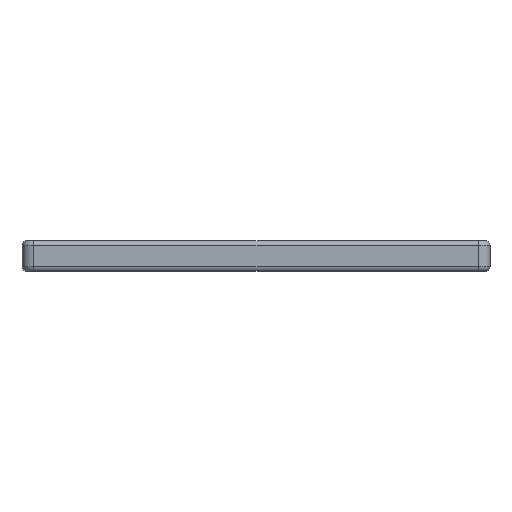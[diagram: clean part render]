
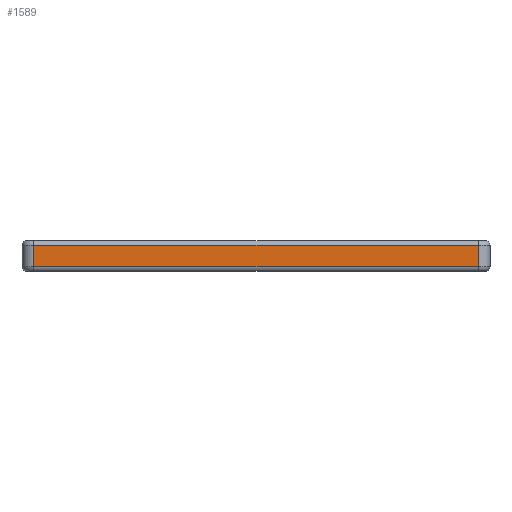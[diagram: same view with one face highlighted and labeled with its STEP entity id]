
A CAD part, front view. The second image highlights one B-rep face of the part: STEP entity #1589.
In plain terms, the highlighted planar face has unit normal (0, -1, 0).
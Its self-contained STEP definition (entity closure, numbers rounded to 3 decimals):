
#118 = AXIS2_PLACEMENT_3D ( 'NONE', #1741, #4043, #3664 ) ;
#560 = FACE_OUTER_BOUND ( 'NONE', #1085, .T. ) ;
#627 = CARTESIAN_POINT ( 'NONE',  ( -95., -100., -13. ) ) ;
#709 = EDGE_CURVE ( 'NONE', #3378, #1156, #3849, .T. ) ;
#942 = DIRECTION ( 'NONE',  ( -1., 0., 0. ) ) ;
#974 = CARTESIAN_POINT ( 'NONE',  ( -95., -100., -2. ) ) ;
#1020 = VECTOR ( 'NONE', #2306, 1000. ) ;
#1085 = EDGE_LOOP ( 'NONE', ( #2422, #1783, #2228, #2787 ) ) ;
#1095 = EDGE_CURVE ( 'NONE', #4159, #2009, #1336, .T. ) ;
#1156 = VERTEX_POINT ( 'NONE', #3901 ) ;
#1221 = VECTOR ( 'NONE', #942, 1000. ) ;
#1336 = LINE ( 'NONE', #627, #1020 ) ;
#1369 = VECTOR ( 'NONE', #2543, 1000. ) ;
#1589 = ADVANCED_FACE ( 'NONE', ( #560 ), #4179, .T. ) ;
#1741 = CARTESIAN_POINT ( 'NONE',  ( -95., -100., -13. ) ) ;
#1744 = CARTESIAN_POINT ( 'NONE',  ( -95., -100., -11. ) ) ;
#1783 = ORIENTED_EDGE ( 'NONE', *, *, #2534, .T. ) ;
#2001 = VECTOR ( 'NONE', #5213, 1000. ) ;
#2009 = VERTEX_POINT ( 'NONE', #3250 ) ;
#2064 = CARTESIAN_POINT ( 'NONE',  ( -95., -100., -11. ) ) ;
#2228 = ORIENTED_EDGE ( 'NONE', *, *, #709, .T. ) ;
#2306 = DIRECTION ( 'NONE',  ( 0., 0., 1. ) ) ;
#2422 = ORIENTED_EDGE ( 'NONE', *, *, #1095, .F. ) ;
#2534 = EDGE_CURVE ( 'NONE', #4159, #3378, #3561, .T. ) ;
#2543 = DIRECTION ( 'NONE',  ( 1., 0., 0. ) ) ;
#2787 = ORIENTED_EDGE ( 'NONE', *, *, #4674, .T. ) ;
#3250 = CARTESIAN_POINT ( 'NONE',  ( -95., -100., -2. ) ) ;
#3269 = CARTESIAN_POINT ( 'NONE',  ( 95., -100., -11. ) ) ;
#3378 = VERTEX_POINT ( 'NONE', #3269 ) ;
#3401 = LINE ( 'NONE', #974, #1221 ) ;
#3561 = LINE ( 'NONE', #2064, #1369 ) ;
#3664 = DIRECTION ( 'NONE',  ( 1., 0., 0. ) ) ;
#3849 = LINE ( 'NONE', #4722, #2001 ) ;
#3901 = CARTESIAN_POINT ( 'NONE',  ( 95., -100., -2. ) ) ;
#4043 = DIRECTION ( 'NONE',  ( 0., -1., 0. ) ) ;
#4159 = VERTEX_POINT ( 'NONE', #1744 ) ;
#4179 = PLANE ( 'NONE',  #118 ) ;
#4674 = EDGE_CURVE ( 'NONE', #1156, #2009, #3401, .T. ) ;
#4722 = CARTESIAN_POINT ( 'NONE',  ( 95., -100., -13. ) ) ;
#5213 = DIRECTION ( 'NONE',  ( 0., 0., 1. ) ) ;
